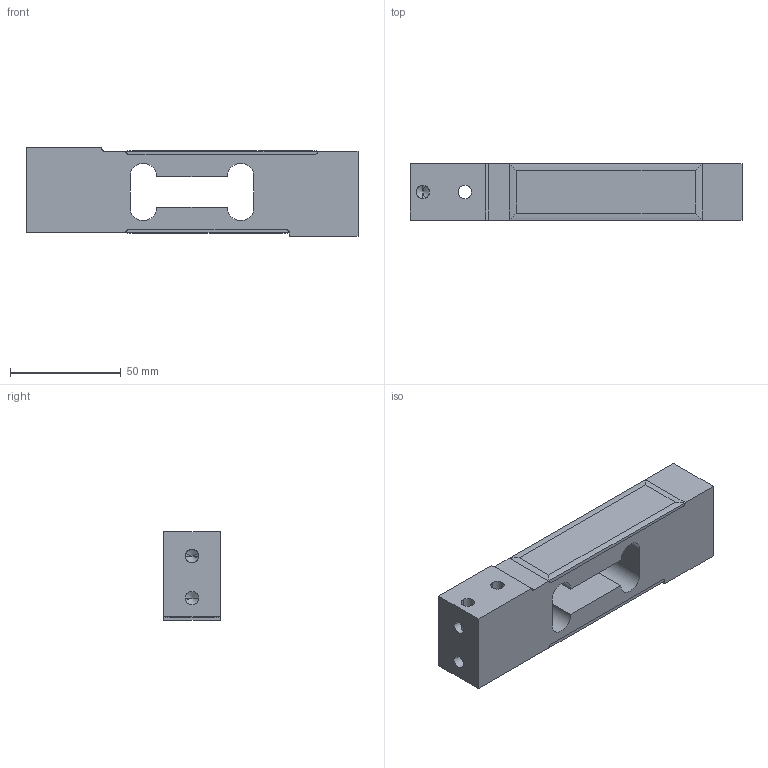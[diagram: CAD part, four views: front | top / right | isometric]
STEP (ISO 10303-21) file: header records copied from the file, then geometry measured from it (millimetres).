
FILE_DESCRIPTION(('STEP AP214'),'1');
FILE_NAME('AZL 10-15-20-30-50-100 kg.stp','2018-01-10T15:56:21',(' '),(' '),'Spatial InterOp 3D',' ',' ');
FILE_SCHEMA(('AUTOMOTIVE_DESIGN { 1 0 10303 214 1 1 1 1 }'));
Length unit declared in the file: metre
Products named in the file (5): AZL 10-15-20-30-50-100 kg; corpo; resina; 1; 2
Assembly tree (4 placements, depth 3):
  AZL 10-15-20-30-50-100 kg
    corpo
    resina
      1
      2
Bounding box: 150 x 25.4 x 40 mm (x, y, z)
Volume: 115041.4 mm3; surface area: 33832.5 mm2
Topology: 3 solids, 3 shells, 74 faces, 179 edges, 105 vertices
Faces by surface type: cylinder 39, plane 25, cone 10
Entity records: 2818 total; most frequent: DIRECTION 395, CARTESIAN_POINT 354, ORIENTED_EDGE 338, EDGE_CURVE 169, AXIS2_PLACEMENT_3D 146, VERTEX_POINT 105, LINE 103, VECTOR 103
